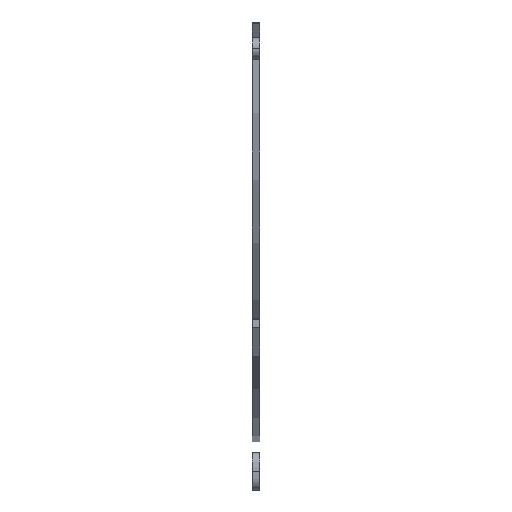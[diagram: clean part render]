
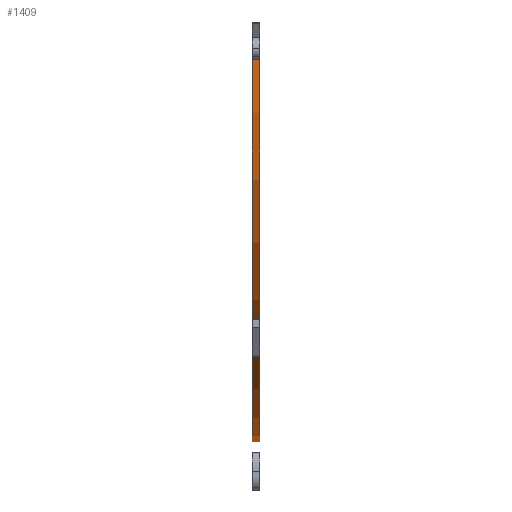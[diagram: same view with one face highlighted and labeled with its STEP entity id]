
A CAD part, left-side view. The second image highlights one B-rep face of the part: STEP entity #1409.
In plain terms, the highlighted cylindrical face has radius 27.995 mm (diameter 55.989 mm), a partial arc.
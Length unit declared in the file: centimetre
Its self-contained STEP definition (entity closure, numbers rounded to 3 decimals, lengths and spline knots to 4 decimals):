
#72 = EDGE_CURVE ( 'NONE', #6301, #3741, #3754, .T. ) ;
#407 = ORIENTED_EDGE ( 'NONE', *, *, #72, .F. ) ;
#511 = DIRECTION ( 'NONE',  ( 0., 1., 0. ) ) ;
#671 = DIRECTION ( 'NONE',  ( 0., -1., 0. ) ) ;
#1080 = CARTESIAN_POINT ( 'NONE',  ( 0., 0.05, 0. ) ) ;
#1158 = DIRECTION ( 'NONE',  ( 0., -1., 0. ) ) ;
#1409 = ADVANCED_FACE ( 'NONE', ( #5298 ), #5839, .T. ) ;
#1469 = ORIENTED_EDGE ( 'NONE', *, *, #6537, .T. ) ;
#1610 = DIRECTION ( 'NONE',  ( 0., 0., 1. ) ) ;
#1844 = AXIS2_PLACEMENT_3D ( 'NONE', #2897, #8244, #1610 ) ;
#2331 = CARTESIAN_POINT ( 'NONE',  ( 0., 0.05, -2.7995 ) ) ;
#2554 = CARTESIAN_POINT ( 'NONE',  ( -2.7995, 0., 0. ) ) ;
#2897 = CARTESIAN_POINT ( 'NONE',  ( 0., 0., 0. ) ) ;
#3224 = DIRECTION ( 'NONE',  ( 0., 0., 1. ) ) ;
#3389 = AXIS2_PLACEMENT_3D ( 'NONE', #3893, #511, #3224 ) ;
#3522 = AXIS2_PLACEMENT_3D ( 'NONE', #1080, #671, #6098 ) ;
#3613 = EDGE_CURVE ( 'NONE', #4244, #6301, #4524, .T. ) ;
#3741 = VERTEX_POINT ( 'NONE', #2554 ) ;
#3754 = LINE ( 'NONE', #6638, #7214 ) ;
#3869 = CARTESIAN_POINT ( 'NONE',  ( 0., 0.05, -2.7995 ) ) ;
#3893 = CARTESIAN_POINT ( 'NONE',  ( 0., 0.05, 0. ) ) ;
#3931 = DIRECTION ( 'NONE',  ( 0., -1., 0. ) ) ;
#4244 = VERTEX_POINT ( 'NONE', #2331 ) ;
#4267 = EDGE_LOOP ( 'NONE', ( #8583, #4878, #1469, #407 ) ) ;
#4524 = CIRCLE ( 'NONE', #3389, 2.7995 ) ;
#4878 = ORIENTED_EDGE ( 'NONE', *, *, #5080, .T. ) ;
#5080 = EDGE_CURVE ( 'NONE', #4244, #7385, #7253, .T. ) ;
#5210 = VECTOR ( 'NONE', #1158, 100. ) ;
#5263 = CARTESIAN_POINT ( 'NONE',  ( -2.7995, 0.05, 0. ) ) ;
#5298 = FACE_OUTER_BOUND ( 'NONE', #4267, .T. ) ;
#5683 = CIRCLE ( 'NONE', #1844, 2.7995 ) ;
#5839 = CYLINDRICAL_SURFACE ( 'NONE', #3522, 2.7995 ) ;
#6098 = DIRECTION ( 'NONE',  ( 0., 0., -1. ) ) ;
#6301 = VERTEX_POINT ( 'NONE', #5263 ) ;
#6537 = EDGE_CURVE ( 'NONE', #7385, #3741, #5683, .T. ) ;
#6638 = CARTESIAN_POINT ( 'NONE',  ( -2.7995, 0.05, 0. ) ) ;
#7214 = VECTOR ( 'NONE', #3931, 100. ) ;
#7253 = LINE ( 'NONE', #3869, #5210 ) ;
#7385 = VERTEX_POINT ( 'NONE', #7656 ) ;
#7656 = CARTESIAN_POINT ( 'NONE',  ( 0., 0., -2.7995 ) ) ;
#8244 = DIRECTION ( 'NONE',  ( 0., 1., 0. ) ) ;
#8583 = ORIENTED_EDGE ( 'NONE', *, *, #3613, .F. ) ;
